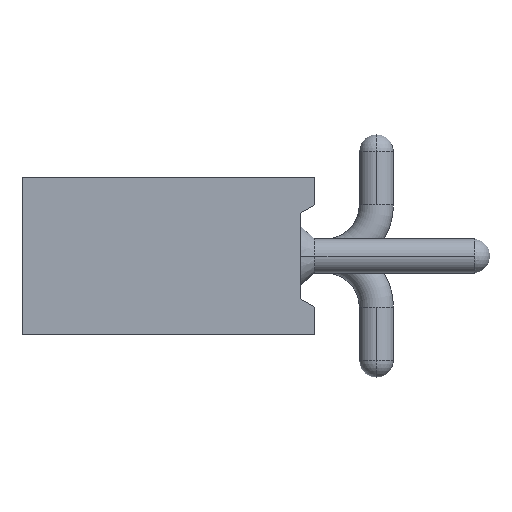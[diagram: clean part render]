
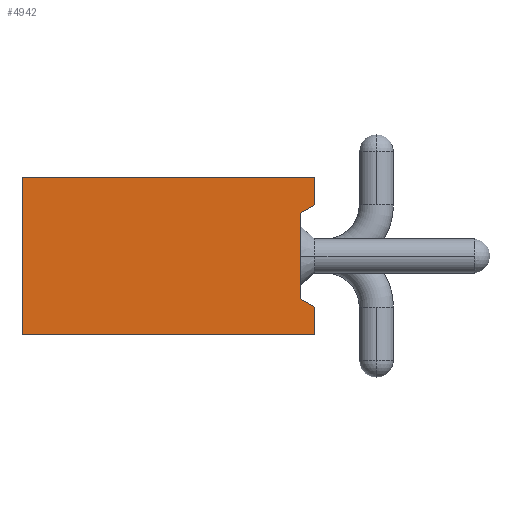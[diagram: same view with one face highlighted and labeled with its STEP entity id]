
A CAD part, left-side view. The second image highlights one B-rep face of the part: STEP entity #4942.
In plain terms, the highlighted planar face has unit normal (-1, 0, 0).
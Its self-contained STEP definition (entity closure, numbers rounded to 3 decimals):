
#4942=ADVANCED_FACE('',(#9963),#9964,.F.);
#9963=FACE_OUTER_BOUND('',#15018,.T.);
#9964=PLANE('',#15019);
#15018=EDGE_LOOP('',(#28879,#28880,#28881,#28882,#28883,#28884,#28885,#28886));
#15019=AXIS2_PLACEMENT_3D('',#28887,#28888,#28889);
#28879=ORIENTED_EDGE('',*,*,#34548,.T.);
#28880=ORIENTED_EDGE('',*,*,#33601,.T.);
#28881=ORIENTED_EDGE('',*,*,#34546,.T.);
#28882=ORIENTED_EDGE('',*,*,#34540,.F.);
#28883=ORIENTED_EDGE('',*,*,#34552,.F.);
#28884=ORIENTED_EDGE('',*,*,#34553,.T.);
#28885=ORIENTED_EDGE('',*,*,#33439,.F.);
#28886=ORIENTED_EDGE('',*,*,#34544,.F.);
#28887=CARTESIAN_POINT('',(-25.605,2.05,0.0));
#28888=DIRECTION('',(1.0,0.0,0.0));
#28889=DIRECTION('',(0.0,0.0,-1.0));
#33439=EDGE_CURVE('',#40604,#40606,#40607,.T.);
#33601=EDGE_CURVE('',#40927,#40925,#40928,.T.);
#34540=EDGE_CURVE('',#42178,#42180,#42181,.T.);
#34544=EDGE_CURVE('',#42184,#40604,#42186,.T.);
#34546=EDGE_CURVE('',#40925,#42180,#42188,.T.);
#34548=EDGE_CURVE('',#42184,#40927,#42190,.T.);
#34552=EDGE_CURVE('',#42194,#42178,#42195,.T.);
#34553=EDGE_CURVE('',#42194,#40606,#42196,.T.);
#40604=VERTEX_POINT('',#49547);
#40606=VERTEX_POINT('',#49550);
#40607=LINE('',#49551,#49552);
#40925=VERTEX_POINT('',#50029);
#40927=VERTEX_POINT('',#50032);
#40928=LINE('',#50033,#50034);
#42178=VERTEX_POINT('',#51909);
#42180=VERTEX_POINT('',#51912);
#42181=LINE('',#51913,#51914);
#42184=VERTEX_POINT('',#51918);
#42186=LINE('',#51921,#51922);
#42188=LINE('',#51924,#51925);
#42190=LINE('',#51927,#51928);
#42194=VERTEX_POINT('',#51933);
#42195=LINE('',#51934,#51935);
#42196=LINE('',#51936,#51937);
#49547=CARTESIAN_POINT('',(-25.605,0.0,-1.1));
#49550=CARTESIAN_POINT('',(-25.605,4.1,-1.1));
#49551=CARTESIAN_POINT('',(-25.605,2.05,-1.1));
#49552=VECTOR('',#58228,1.0);
#50029=CARTESIAN_POINT('',(-25.605,0.2,0.6));
#50032=CARTESIAN_POINT('',(-25.605,0.2,-0.6));
#50033=CARTESIAN_POINT('',(-25.605,0.2,0.0));
#50034=VECTOR('',#58389,1.0);
#51909=CARTESIAN_POINT('',(-25.605,0.0,1.1));
#51912=CARTESIAN_POINT('',(-25.605,0.0,0.715));
#51913=CARTESIAN_POINT('',(-25.605,0.0,0.0));
#51914=VECTOR('',#59016,1.0);
#51918=CARTESIAN_POINT('',(-25.605,0.0,-0.715));
#51921=CARTESIAN_POINT('',(-25.605,0.0,0.0));
#51922=VECTOR('',#59019,1.0);
#51924=CARTESIAN_POINT('',(-25.605,0.974,0.153));
#51925=VECTOR('',#59020,1.0);
#51927=CARTESIAN_POINT('',(-25.605,0.974,-0.153));
#51928=VECTOR('',#59021,1.0);
#51933=CARTESIAN_POINT('',(-25.605,4.1,1.1));
#51934=CARTESIAN_POINT('',(-25.605,2.05,1.1));
#51935=VECTOR('',#59023,1.0);
#51936=CARTESIAN_POINT('',(-25.605,4.1,0.0));
#51937=VECTOR('',#59024,1.0);
#58228=DIRECTION('',(0.0,1.0,0.0));
#58389=DIRECTION('',(0.0,0.0,1.0));
#59016=DIRECTION('',(0.0,0.0,-1.0));
#59019=DIRECTION('',(0.0,0.0,-1.0));
#59020=DIRECTION('',(0.0,-0.866,0.5));
#59021=DIRECTION('',(-0.0,0.866,0.5));
#59023=DIRECTION('',(0.0,-1.0,0.0));
#59024=DIRECTION('',(0.0,0.0,-1.0));
